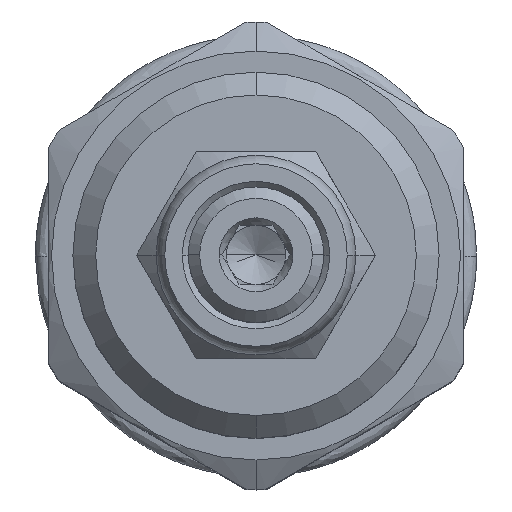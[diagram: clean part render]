
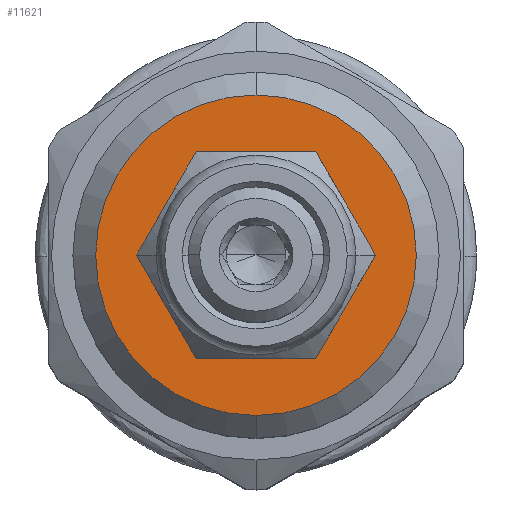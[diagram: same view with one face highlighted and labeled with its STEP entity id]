
A CAD part, top view. The second image highlights one B-rep face of the part: STEP entity #11621.
In plain terms, the highlighted planar face has unit normal (0, 0, 1).
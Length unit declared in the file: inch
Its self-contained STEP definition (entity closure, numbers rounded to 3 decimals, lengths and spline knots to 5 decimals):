
#3866=CARTESIAN_POINT('',(0.,0.,4.03));
#3867=DIRECTION('',(0.,0.,1.));
#3868=DIRECTION('',(0.,-1.,0.));
#3869=AXIS2_PLACEMENT_3D('',#3866,#3867,#3868);
#3884=CARTESIAN_POINT('',(0.,0.,4.03));
#3885=DIRECTION('',(0.,0.,1.));
#3886=DIRECTION('',(-1.,0.,0.));
#3887=AXIS2_PLACEMENT_3D('',#3884,#3885,#3886);
#3889=CARTESIAN_POINT('',(0.,0.,4.03));
#3890=DIRECTION('',(0.,0.,1.));
#3891=DIRECTION('',(1.,0.,0.));
#3892=AXIS2_PLACEMENT_3D('',#3889,#3890,#3891);
#3894=CARTESIAN_POINT('',(0.,0.,4.03));
#3895=DIRECTION('',(0.,0.,1.));
#3896=DIRECTION('',(0.,1.,0.));
#3897=AXIS2_PLACEMENT_3D('',#3894,#3895,#3896);
#6239=CARTESIAN_POINT('',(0.,0.435,4.03));
#6240=CARTESIAN_POINT('',(0.,-0.435,4.03));
#6241=VERTEX_POINT('',#6239);
#6242=VERTEX_POINT('',#6240);
#6662=CARTESIAN_POINT('',(-0.271,0.,4.03));
#6663=CARTESIAN_POINT('',(0.271,0.,4.03));
#6664=VERTEX_POINT('',#6662);
#6665=VERTEX_POINT('',#6663);
#11605=CARTESIAN_POINT('',(0.,0.,4.03));
#11606=DIRECTION('',(0.,0.,1.));
#11607=DIRECTION('',(0.,1.,0.));
#11608=AXIS2_PLACEMENT_3D('',#11605,#11606,#11607);
#11609=PLANE('',#11608);
#11610=ORIENTED_EDGE('',*,*,#11588,.F.);
#11612=ORIENTED_EDGE('',*,*,#11611,.F.);
#11613=EDGE_LOOP('',(#11610,#11612));
#11614=FACE_OUTER_BOUND('',#11613,.F.);
#11616=ORIENTED_EDGE('',*,*,#11615,.T.);
#11618=ORIENTED_EDGE('',*,*,#11617,.T.);
#11619=EDGE_LOOP('',(#11616,#11618));
#11620=FACE_BOUND('',#11619,.F.);
#3870=CIRCLE('',#3869,0.435);
#3888=CIRCLE('',#3887,0.271);
#3893=CIRCLE('',#3892,0.271);
#3898=CIRCLE('',#3897,0.435);
#11588=EDGE_CURVE('',#6242,#6241,#3870,.T.);
#11611=EDGE_CURVE('',#6241,#6242,#3898,.T.);
#11615=EDGE_CURVE('',#6664,#6665,#3888,.T.);
#11617=EDGE_CURVE('',#6665,#6664,#3893,.T.);
#11621=ADVANCED_FACE('',(#11614,#11620),#11609,.T.);
